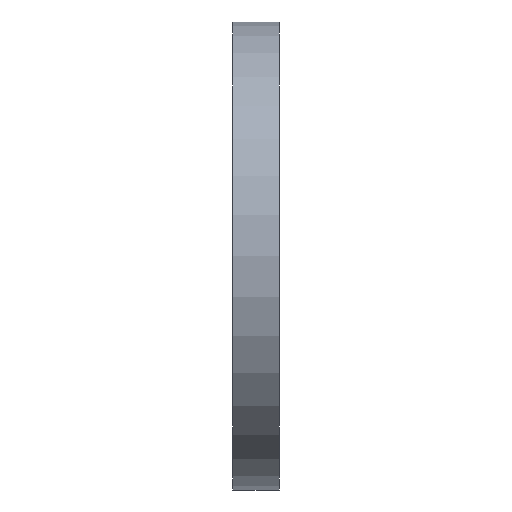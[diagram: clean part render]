
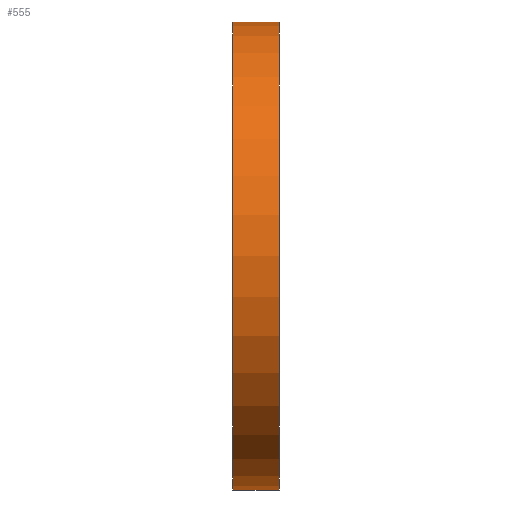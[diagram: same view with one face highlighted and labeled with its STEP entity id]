
A CAD part, left-side view. The second image highlights one B-rep face of the part: STEP entity #555.
In plain terms, the highlighted cylindrical face has radius 110 mm (diameter 220 mm), a partial arc.
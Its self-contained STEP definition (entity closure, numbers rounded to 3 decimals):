
#28 = VECTOR ( 'NONE', #549, 1000. ) ;
#30 = CYLINDRICAL_SURFACE ( 'NONE', #96, 110. ) ;
#44 = LINE ( 'NONE', #887, #447 ) ;
#96 = AXIS2_PLACEMENT_3D ( 'NONE', #286, #517, #566 ) ;
#166 = CARTESIAN_POINT ( 'NONE',  ( 0., 22., 110. ) ) ;
#237 = AXIS2_PLACEMENT_3D ( 'NONE', #322, #603, #787 ) ;
#269 = CARTESIAN_POINT ( 'NONE',  ( 0., 34.695, 110. ) ) ;
#286 = CARTESIAN_POINT ( 'NONE',  ( 0., 34.695, 0. ) ) ;
#297 = FACE_OUTER_BOUND ( 'NONE', #547, .T. ) ;
#322 = CARTESIAN_POINT ( 'NONE',  ( 0., 22., 0. ) ) ;
#372 = VERTEX_POINT ( 'NONE', #648 ) ;
#377 = DIRECTION ( 'NONE',  ( 0., 0., 1. ) ) ;
#388 = VERTEX_POINT ( 'NONE', #521 ) ;
#398 = VERTEX_POINT ( 'NONE', #526 ) ;
#408 = EDGE_CURVE ( 'NONE', #398, #372, #44, .T. ) ;
#447 = VECTOR ( 'NONE', #610, 1000. ) ;
#478 = ORIENTED_EDGE ( 'NONE', *, *, #408, .F. ) ;
#483 = EDGE_CURVE ( 'NONE', #388, #743, #746, .T. ) ;
#500 = CIRCLE ( 'NONE', #878, 110. ) ;
#517 = DIRECTION ( 'NONE',  ( 0., 1., 0. ) ) ;
#521 = CARTESIAN_POINT ( 'NONE',  ( 0., 0., 110. ) ) ;
#526 = CARTESIAN_POINT ( 'NONE',  ( 0., 0., -110. ) ) ;
#527 = DIRECTION ( 'NONE',  ( 0., 1., 0. ) ) ;
#547 = EDGE_LOOP ( 'NONE', ( #478, #861, #554, #708 ) ) ;
#549 = DIRECTION ( 'NONE',  ( 0., 1., 0. ) ) ;
#554 = ORIENTED_EDGE ( 'NONE', *, *, #483, .T. ) ;
#555 = ADVANCED_FACE ( 'NONE', ( #297 ), #30, .T. ) ;
#566 = DIRECTION ( 'NONE',  ( 0., 0., 1. ) ) ;
#603 = DIRECTION ( 'NONE',  ( 0., 1., 0. ) ) ;
#609 = EDGE_CURVE ( 'NONE', #398, #388, #500, .T. ) ;
#610 = DIRECTION ( 'NONE',  ( 0., 1., 0. ) ) ;
#648 = CARTESIAN_POINT ( 'NONE',  ( 0., 22., -110. ) ) ;
#693 = CIRCLE ( 'NONE', #237, 110. ) ;
#708 = ORIENTED_EDGE ( 'NONE', *, *, #735, .F. ) ;
#735 = EDGE_CURVE ( 'NONE', #372, #743, #693, .T. ) ;
#743 = VERTEX_POINT ( 'NONE', #166 ) ;
#746 = LINE ( 'NONE', #269, #28 ) ;
#787 = DIRECTION ( 'NONE',  ( 0., 0., 1. ) ) ;
#792 = CARTESIAN_POINT ( 'NONE',  ( 0., 0., 0. ) ) ;
#861 = ORIENTED_EDGE ( 'NONE', *, *, #609, .T. ) ;
#878 = AXIS2_PLACEMENT_3D ( 'NONE', #792, #527, #377 ) ;
#887 = CARTESIAN_POINT ( 'NONE',  ( 0., 34.695, -110. ) ) ;
